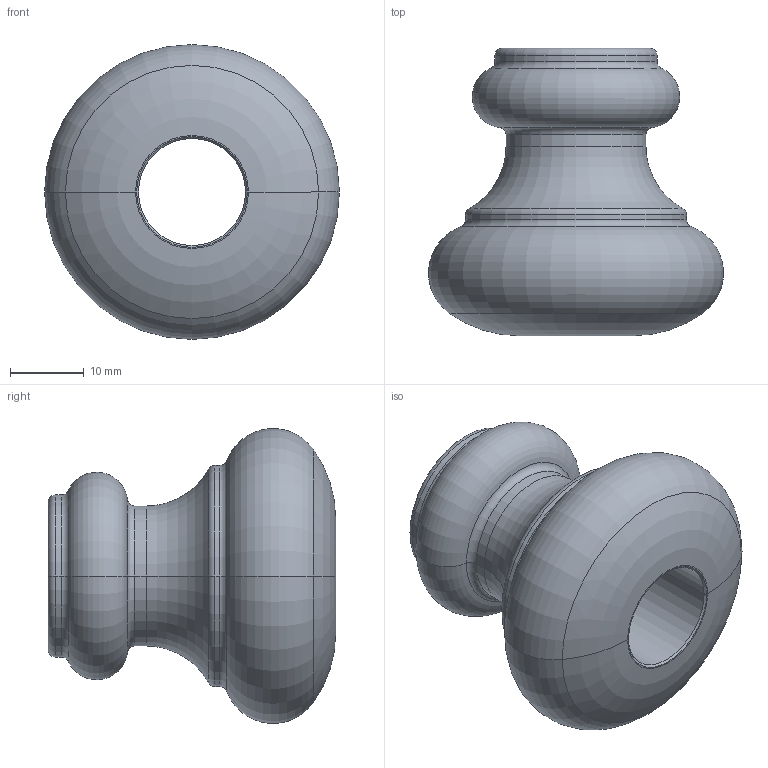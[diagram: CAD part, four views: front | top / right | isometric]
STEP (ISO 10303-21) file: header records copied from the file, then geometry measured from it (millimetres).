
FILE_DESCRIPTION (( 'STEP AP203' ), '1' );
FILE_NAME ('1340-2.step', '2015-09-17T14:41:49', ( '' ), ( '' ), 'SwSTEP 2.0', 'SolidWorks 2015', '' );
FILE_SCHEMA (( 'CONFIG_CONTROL_DESIGN' ));
Length unit declared in the file: millimetre
Products named in the file (1): 1340-2
Bounding box: 39.99 x 39 x 39.99 mm (x, y, z)
Volume: 20041.2 mm3; surface area: 6758.7 mm2
Topology: 1 solids, 1 shells, 32 faces, 64 edges, 34 vertices
Faces by surface type: torus 18, cylinder 8, cone 4, plane 2
Entity records: 913 total; most frequent: DIRECTION 182, CARTESIAN_POINT 131, ORIENTED_EDGE 128, AXIS2_PLACEMENT_3D 85, EDGE_CURVE 64, CIRCLE 52, VERTEX_POINT 34, EDGE_LOOP 34
